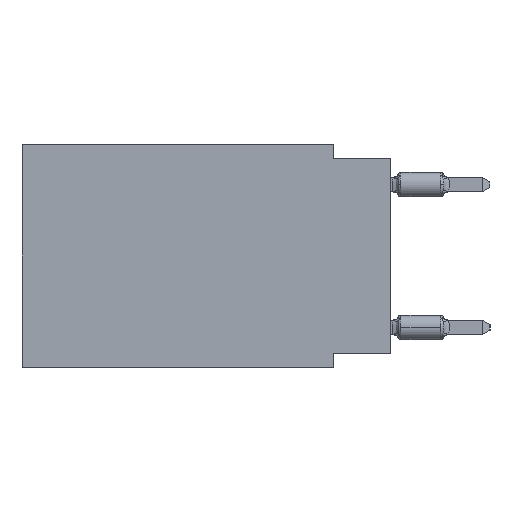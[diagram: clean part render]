
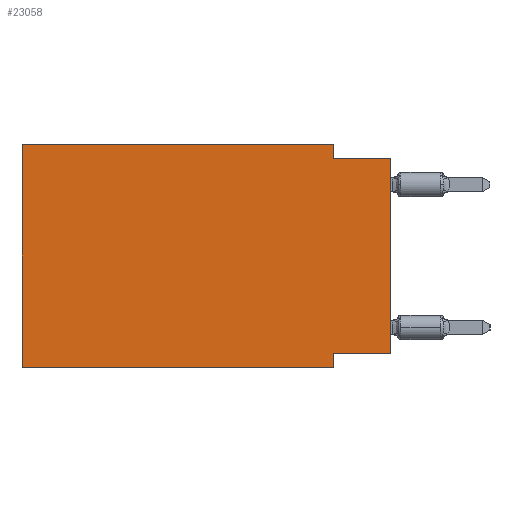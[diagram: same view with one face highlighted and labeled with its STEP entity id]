
A CAD part, left-side view. The second image highlights one B-rep face of the part: STEP entity #23058.
In plain terms, the highlighted planar face has unit normal (-1, 0, 0).
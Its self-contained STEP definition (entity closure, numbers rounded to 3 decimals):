
#19 = CARTESIAN_POINT ( 'NONE',  ( 0., 0., -9.271 ) ) ;
#151 = DIRECTION ( 'NONE',  ( 0., 1., 0. ) ) ;
#287 = CARTESIAN_POINT ( 'NONE',  ( 0., 16.383, 0. ) ) ;
#982 = CARTESIAN_POINT ( 'NONE',  ( 0., 2.54, 0. ) ) ;
#2039 = DIRECTION ( 'NONE',  ( 1., 0., 0. ) ) ;
#2575 = LINE ( 'NONE', #25367, #3702 ) ;
#2790 = ORIENTED_EDGE ( 'NONE', *, *, #5692, .T. ) ;
#2962 = VECTOR ( 'NONE', #19503, 1000. ) ;
#3702 = VECTOR ( 'NONE', #15009, 1000. ) ;
#3803 = CARTESIAN_POINT ( 'NONE',  ( 0., 2.54, 0. ) ) ;
#4097 = VECTOR ( 'NONE', #5504, 1000. ) ;
#4285 = LINE ( 'NONE', #25026, #19462 ) ;
#4604 = LINE ( 'NONE', #12698, #2962 ) ;
#4729 = EDGE_LOOP ( 'NONE', ( #16452, #8315, #16597, #16652, #6847, #2790, #5297, #14106 ) ) ;
#4876 = EDGE_CURVE ( 'NONE', #17422, #9414, #22504, .T. ) ;
#5285 = VECTOR ( 'NONE', #151, 1000. ) ;
#5297 = ORIENTED_EDGE ( 'NONE', *, *, #8393, .F. ) ;
#5504 = DIRECTION ( 'NONE',  ( 0., -1., 0. ) ) ;
#5692 = EDGE_CURVE ( 'NONE', #17802, #19205, #4285, .T. ) ;
#5991 = DIRECTION ( 'NONE',  ( 0., 0., 1. ) ) ;
#6847 = ORIENTED_EDGE ( 'NONE', *, *, #26016, .F. ) ;
#7970 = CARTESIAN_POINT ( 'NONE',  ( 0., 16.383, 0. ) ) ;
#8217 = CARTESIAN_POINT ( 'NONE',  ( 0., 0., -0.635 ) ) ;
#8315 = ORIENTED_EDGE ( 'NONE', *, *, #15993, .F. ) ;
#8393 = EDGE_CURVE ( 'NONE', #18721, #19205, #4604, .T. ) ;
#8696 = VECTOR ( 'NONE', #16300, 1000. ) ;
#8747 = VECTOR ( 'NONE', #5991, 1000. ) ;
#9192 = EDGE_CURVE ( 'NONE', #19024, #17422, #26653, .T. ) ;
#9414 = VERTEX_POINT ( 'NONE', #21485 ) ;
#9640 = LINE ( 'NONE', #26248, #4097 ) ;
#10386 = DIRECTION ( 'NONE',  ( 0., 0., -1. ) ) ;
#10682 = LINE ( 'NONE', #19, #5285 ) ;
#11147 = VECTOR ( 'NONE', #24554, 1000. ) ;
#12698 = CARTESIAN_POINT ( 'NONE',  ( 0., 2.54, -9.906 ) ) ;
#13108 = EDGE_CURVE ( 'NONE', #17273, #18721, #10682, .T. ) ;
#13299 = CARTESIAN_POINT ( 'NONE',  ( 0., 2.54, -9.906 ) ) ;
#14082 = CARTESIAN_POINT ( 'NONE',  ( 0., 0., 0. ) ) ;
#14106 = ORIENTED_EDGE ( 'NONE', *, *, #13108, .F. ) ;
#15009 = DIRECTION ( 'NONE',  ( 0., 0., 1. ) ) ;
#15032 = FACE_OUTER_BOUND ( 'NONE', #4729, .T. ) ;
#15993 = EDGE_CURVE ( 'NONE', #9414, #17846, #9640, .T. ) ;
#16300 = DIRECTION ( 'NONE',  ( 0., -1., 0. ) ) ;
#16395 = CARTESIAN_POINT ( 'NONE',  ( 0., 2.54, -9.271 ) ) ;
#16452 = ORIENTED_EDGE ( 'NONE', *, *, #22888, .T. ) ;
#16597 = ORIENTED_EDGE ( 'NONE', *, *, #4876, .F. ) ;
#16652 = ORIENTED_EDGE ( 'NONE', *, *, #9192, .F. ) ;
#17273 = VERTEX_POINT ( 'NONE', #24481 ) ;
#17422 = VERTEX_POINT ( 'NONE', #982 ) ;
#17802 = VERTEX_POINT ( 'NONE', #18462 ) ;
#17846 = VERTEX_POINT ( 'NONE', #8217 ) ;
#18462 = CARTESIAN_POINT ( 'NONE',  ( 0., 16.383, -9.906 ) ) ;
#18721 = VERTEX_POINT ( 'NONE', #16395 ) ;
#18851 = CARTESIAN_POINT ( 'NONE',  ( 0., 16.383, 0. ) ) ;
#19024 = VERTEX_POINT ( 'NONE', #287 ) ;
#19048 = DIRECTION ( 'NONE',  ( 0., -1., 0. ) ) ;
#19205 = VERTEX_POINT ( 'NONE', #13299 ) ;
#19218 = AXIS2_PLACEMENT_3D ( 'NONE', #18851, #2039, #10386 ) ;
#19462 = VECTOR ( 'NONE', #19048, 1000. ) ;
#19503 = DIRECTION ( 'NONE',  ( 0., 0., -1. ) ) ;
#20098 = LINE ( 'NONE', #14082, #8747 ) ;
#20752 = PLANE ( 'NONE',  #19218 ) ;
#21485 = CARTESIAN_POINT ( 'NONE',  ( 0., 2.54, -0.635 ) ) ;
#22504 = LINE ( 'NONE', #3803, #11147 ) ;
#22888 = EDGE_CURVE ( 'NONE', #17273, #17846, #20098, .T. ) ;
#23058 = ADVANCED_FACE ( 'NONE', ( #15032 ), #20752, .F. ) ;
#24481 = CARTESIAN_POINT ( 'NONE',  ( 0., 0., -9.271 ) ) ;
#24554 = DIRECTION ( 'NONE',  ( 0., 0., -1. ) ) ;
#25026 = CARTESIAN_POINT ( 'NONE',  ( 0., 16.383, -9.906 ) ) ;
#25367 = CARTESIAN_POINT ( 'NONE',  ( 0., 16.383, 0. ) ) ;
#26016 = EDGE_CURVE ( 'NONE', #17802, #19024, #2575, .T. ) ;
#26248 = CARTESIAN_POINT ( 'NONE',  ( 0., 0., -0.635 ) ) ;
#26653 = LINE ( 'NONE', #7970, #8696 ) ;
